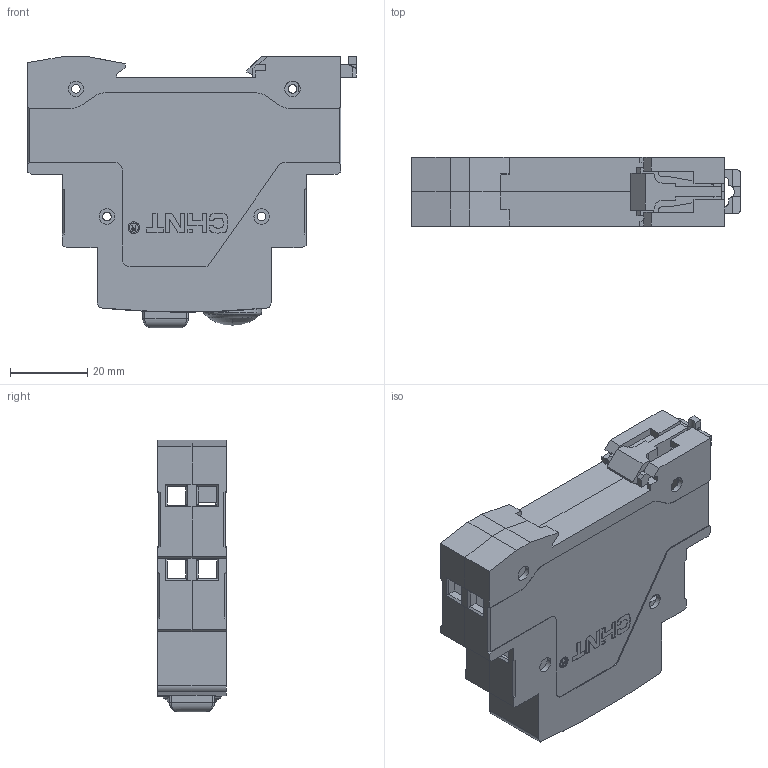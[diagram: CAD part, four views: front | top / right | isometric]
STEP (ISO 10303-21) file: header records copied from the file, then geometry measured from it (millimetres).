
FILE_DESCRIPTION((''),'2;1');
FILE_NAME('2-659-100_01--6_3V_1NO_2NC_ASM','2017-04-08T',('pb'),(''),'PRO/ENGINEER BY PARAMETRIC TECHNOLOGY CORPORATION, 2010280','PRO/ENGINEER BY PARAMETRIC TECHNOLOGY CORPORATION, 2010280','');
FILE_SCHEMA(('CONFIG_CONTROL_DESIGN'));
Length unit declared in the file: millimetre
Products named in the file (14): 8-005-221-1; 5-552-247_ASM; GB119; 8-253-278-1; 5-253-138_1_ASM; 5-558-142_3_ASM; 5-552-246_1_ASM; 8-050-231; 5-575-020_ASM; 5-557-127_ASM; 8-321-037-5; 8-005-222-1; 8-271-005; 2-659-100_01--6_3V_1NO_2NC_ASM
Assembly tree (17 placements, depth 3):
  2-659-100_01--6_3V_1NO_2NC_ASM
    8-005-221-1
    5-552-247_ASM  x2
    5-253-138_1_ASM
      GB119
      8-253-278-1
    5-558-142_3_ASM
    5-552-246_1_ASM  x4
    8-050-231
    5-575-020_ASM
    5-557-127_ASM
    8-321-037-5
    8-005-222-1
    8-271-005
Bounding box: 85 x 17.8 x 70.29 mm (x, y, z)
Volume: 22544.6 mm3; surface area: 36222.7 mm2
Topology: 7 solids, 7 shells, 1125 faces, 3155 edges, 2073 vertices
Faces by surface type: plane 962, cylinder 113, extrusion 32, cone 6, bspline 4, sphere 4, torus 4
Entity records: 36483 total; most frequent: CARTESIAN_POINT 7028, ORIENTED_EDGE 6302, DIRECTION 5599, EDGE_CURVE 3151, VECTOR 2857, LINE 2825, VERTEX_POINT 2073, AXIS2_PLACEMENT_3D 1371
